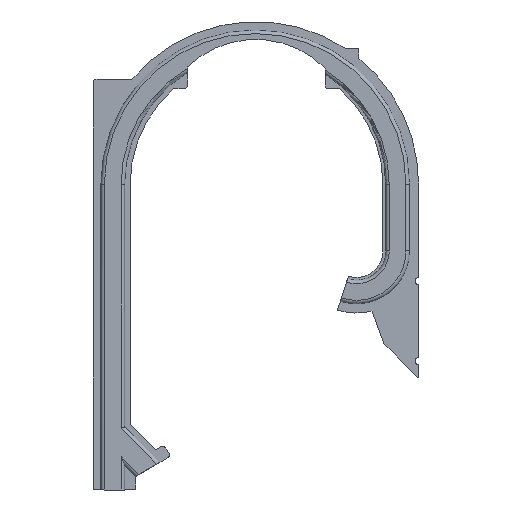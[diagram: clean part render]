
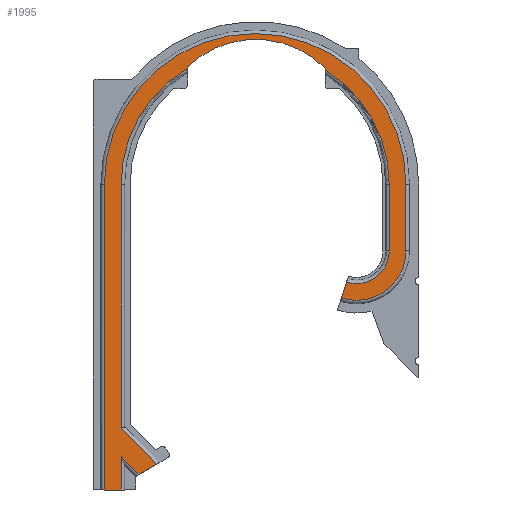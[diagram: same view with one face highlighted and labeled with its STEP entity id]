
A CAD part, front view. The second image highlights one B-rep face of the part: STEP entity #1995.
In plain terms, the highlighted planar face has unit normal (0, -1, 0).
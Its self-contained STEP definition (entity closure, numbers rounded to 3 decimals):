
#147=FACE_OUTER_BOUND('',#253,.T.);
#253=EDGE_LOOP('',(#1577,#1578,#1579,#1580,#1581,#1582,#1583,#1584,#1585,
#1586,#1587,#1588,#1589,#1590,#1591,#1592,#1593,#1594));
#312=LINE('',#2884,#506);
#329=LINE('',#2950,#523);
#349=LINE('',#3103,#543);
#356=LINE('',#3144,#550);
#376=LINE('',#3403,#570);
#378=LINE('',#3409,#572);
#400=LINE('',#3550,#594);
#402=LINE('',#3554,#596);
#408=LINE('',#3568,#602);
#415=LINE('',#3590,#609);
#416=LINE('',#3593,#610);
#417=LINE('',#3594,#611);
#506=VECTOR('',#2278,10.);
#523=VECTOR('',#2309,10.);
#543=VECTOR('',#2363,10.);
#550=VECTOR('',#2374,10.);
#570=VECTOR('',#2464,10.);
#572=VECTOR('',#2472,10.);
#594=VECTOR('',#2564,10.);
#596=VECTOR('',#2570,10.);
#602=VECTOR('',#2582,10.);
#609=VECTOR('',#2609,10.);
#610=VECTOR('',#2614,10.);
#611=VECTOR('',#2615,10.);
#722=CIRCLE('',#2105,47.);
#727=CIRCLE('',#2112,71.);
#730=CIRCLE('',#2119,192.602);
#732=CIRCLE('',#2123,216.602);
#736=CIRCLE('',#2134,192.602);
#738=CIRCLE('',#2137,140.46);
#792=VERTEX_POINT('',#2881);
#793=VERTEX_POINT('',#2883);
#812=VERTEX_POINT('',#2936);
#813=VERTEX_POINT('',#2949);
#837=VERTEX_POINT('',#3100);
#838=VERTEX_POINT('',#3102);
#847=VERTEX_POINT('',#3141);
#848=VERTEX_POINT('',#3143);
#865=VERTEX_POINT('',#3188);
#868=VERTEX_POINT('',#3198);
#872=VERTEX_POINT('',#3269);
#873=VERTEX_POINT('',#3329);
#874=VERTEX_POINT('',#3330);
#877=VERTEX_POINT('',#3415);
#904=VERTEX_POINT('',#3547);
#905=VERTEX_POINT('',#3549);
#909=VERTEX_POINT('',#3566);
#910=VERTEX_POINT('',#3567);
#988=EDGE_CURVE('',#792,#793,#312,.T.);
#1010=EDGE_CURVE('',#813,#812,#329,.T.);
#1044=EDGE_CURVE('',#838,#837,#349,.T.);
#1054=EDGE_CURVE('',#847,#848,#356,.T.);
#1077=EDGE_CURVE('',#848,#865,#722,.T.);
#1083=EDGE_CURVE('',#868,#847,#727,.T.);
#1092=EDGE_CURVE('',#872,#812,#730,.T.);
#1094=EDGE_CURVE('',#873,#874,#732,.T.);
#1099=EDGE_CURVE('',#874,#868,#376,.T.);
#1102=EDGE_CURVE('',#865,#872,#378,.T.);
#1104=EDGE_CURVE('',#838,#877,#736,.T.);
#1107=EDGE_CURVE('',#837,#813,#738,.T.);
#1143=EDGE_CURVE('',#904,#905,#400,.T.);
#1146=EDGE_CURVE('',#905,#792,#402,.T.);
#1152=EDGE_CURVE('',#909,#910,#408,.T.);
#1164=EDGE_CURVE('',#793,#873,#415,.T.);
#1166=EDGE_CURVE('',#904,#910,#416,.T.);
#1167=EDGE_CURVE('',#877,#909,#417,.T.);
#1577=ORIENTED_EDGE('',*,*,#1164,.F.);
#1578=ORIENTED_EDGE('',*,*,#988,.F.);
#1579=ORIENTED_EDGE('',*,*,#1146,.F.);
#1580=ORIENTED_EDGE('',*,*,#1143,.F.);
#1581=ORIENTED_EDGE('',*,*,#1166,.T.);
#1582=ORIENTED_EDGE('',*,*,#1152,.F.);
#1583=ORIENTED_EDGE('',*,*,#1167,.F.);
#1584=ORIENTED_EDGE('',*,*,#1104,.F.);
#1585=ORIENTED_EDGE('',*,*,#1044,.T.);
#1586=ORIENTED_EDGE('',*,*,#1107,.T.);
#1587=ORIENTED_EDGE('',*,*,#1010,.T.);
#1588=ORIENTED_EDGE('',*,*,#1092,.F.);
#1589=ORIENTED_EDGE('',*,*,#1102,.F.);
#1590=ORIENTED_EDGE('',*,*,#1077,.F.);
#1591=ORIENTED_EDGE('',*,*,#1054,.F.);
#1592=ORIENTED_EDGE('',*,*,#1083,.F.);
#1593=ORIENTED_EDGE('',*,*,#1099,.F.);
#1594=ORIENTED_EDGE('',*,*,#1094,.F.);
#1909=PLANE('',#2180);
#1995=ADVANCED_FACE('',(#147),#1909,.F.);
#2105=AXIS2_PLACEMENT_3D('',#3189,#2416,#2417);
#2112=AXIS2_PLACEMENT_3D('',#3200,#2431,#2432);
#2119=AXIS2_PLACEMENT_3D('',#3325,#2449,#2450);
#2123=AXIS2_PLACEMENT_3D('',#3331,#2457,#2458);
#2134=AXIS2_PLACEMENT_3D('',#3416,#2483,#2484);
#2137=AXIS2_PLACEMENT_3D('',#3475,#2489,#2490);
#2180=AXIS2_PLACEMENT_3D('',#3592,#2612,#2613);
#2278=DIRECTION('',(-1.,0.,0.));
#2309=DIRECTION('',(0.,0.,-1.));
#2363=DIRECTION('',(0.,0.,1.));
#2374=DIRECTION('',(0.305,0.,0.952));
#2416=DIRECTION('center_axis',(0.,-1.,0.));
#2417=DIRECTION('ref_axis',(0.59,0.,-0.808));
#2431=DIRECTION('center_axis',(0.,1.,0.));
#2432=DIRECTION('ref_axis',(0.59,0.,-0.808));
#2449=DIRECTION('center_axis',(0.,-1.,0.));
#2450=DIRECTION('ref_axis',(0.,0.,1.));
#2457=DIRECTION('center_axis',(0.,1.,0.));
#2458=DIRECTION('ref_axis',(0.,0.,1.));
#2464=DIRECTION('',(0.,0.,-1.));
#2472=DIRECTION('',(0.,0.,1.));
#2483=DIRECTION('center_axis',(0.,-1.,0.));
#2484=DIRECTION('ref_axis',(0.,0.,1.));
#2489=DIRECTION('center_axis',(0.,1.,0.));
#2490=DIRECTION('ref_axis',(-0.695,0.,0.719));
#2564=DIRECTION('',(-0.707,0.,0.707));
#2570=DIRECTION('',(0.,0.,-1.));
#2582=DIRECTION('',(0.707,0.,-0.707));
#2609=DIRECTION('',(0.,0.,1.));
#2612=DIRECTION('center_axis',(0.,1.,0.));
#2613=DIRECTION('ref_axis',(-1.,0.,0.));
#2614=DIRECTION('',(0.865,0.,0.503));
#2615=DIRECTION('',(0.,0.,-1.));
#2881=CARTESIAN_POINT('',(43.181,45.,-639.146));
#2883=CARTESIAN_POINT('',(19.181,45.,-639.146));
#2884=CARTESIAN_POINT('',(127.117,45.,-639.146));
#2936=CARTESIAN_POINT('',(336.598,45.,-36.04));
#2949=CARTESIAN_POINT('',(336.598,45.,-33.697));
#2950=CARTESIAN_POINT('',(336.598,45.,-195.019));
#3100=CARTESIAN_POINT('',(139.008,45.,-31.315));
#3102=CARTESIAN_POINT('',(139.008,45.,-33.624));
#3103=CARTESIAN_POINT('',(139.008,45.,-173.701));
#3141=CARTESIAN_POINT('',(359.754,45.,-363.365));
#3143=CARTESIAN_POINT('',(367.065,45.,-340.506));
#3144=CARTESIAN_POINT('',(363.019,45.,-353.155));
#3188=CARTESIAN_POINT('',(428.383,45.,-295.74));
#3189=CARTESIAN_POINT('Origin',(381.383,45.,-295.74));
#3198=CARTESIAN_POINT('',(452.383,45.,-295.74));
#3200=CARTESIAN_POINT('Origin',(381.383,45.,-295.74));
#3269=CARTESIAN_POINT('',(428.383,45.,-200.567));
#3325=CARTESIAN_POINT('Origin',(235.782,45.,-200.148));
#3329=CARTESIAN_POINT('',(19.181,45.,-199.686));
#3330=CARTESIAN_POINT('',(452.383,45.,-199.686));
#3331=CARTESIAN_POINT('Origin',(235.782,45.,-200.12));
#3403=CARTESIAN_POINT('',(452.383,45.,-305.914));
#3409=CARTESIAN_POINT('',(428.383,45.,-258.325));
#3415=CARTESIAN_POINT('',(43.181,45.,-200.567));
#3416=CARTESIAN_POINT('Origin',(235.782,45.,-200.148));
#3475=CARTESIAN_POINT('Origin',(236.6,45.,-132.335));
#3547=CARTESIAN_POINT('',(68.559,45.,-617.032));
#3549=CARTESIAN_POINT('',(43.181,45.,-591.655));
#3550=CARTESIAN_POINT('',(26.707,45.,-575.181));
#3554=CARTESIAN_POINT('',(43.181,45.,-630.233));
#3566=CARTESIAN_POINT('',(43.181,45.,-550.576));
#3567=CARTESIAN_POINT('',(94.535,45.,-601.929));
#3568=CARTESIAN_POINT('',(72.212,45.,-579.607));
#3590=CARTESIAN_POINT('',(19.181,45.,-257.884));
#3592=CARTESIAN_POINT('Origin',(235.782,45.,-316.087));
#3593=CARTESIAN_POINT('',(324.303,45.,-468.343));
#3594=CARTESIAN_POINT('',(43.181,45.,-432.296));
